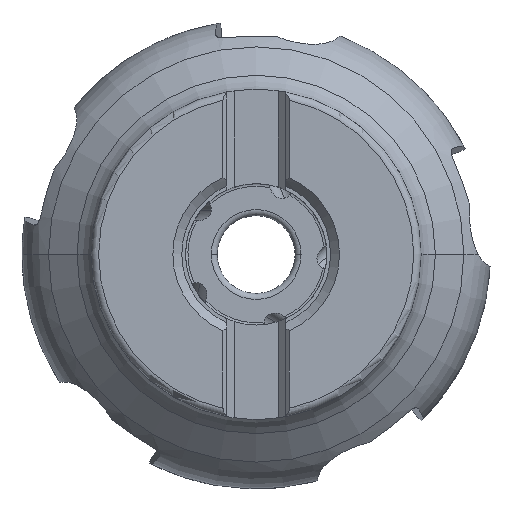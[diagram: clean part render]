
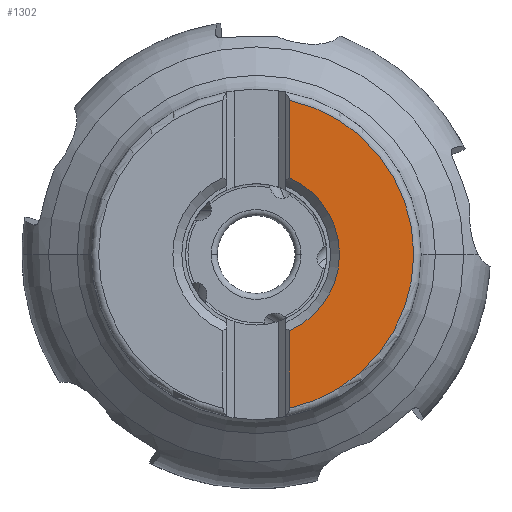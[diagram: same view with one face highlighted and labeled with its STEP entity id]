
A CAD part, top view. The second image highlights one B-rep face of the part: STEP entity #1302.
In plain terms, the highlighted planar face has unit normal (0, 0, 1).
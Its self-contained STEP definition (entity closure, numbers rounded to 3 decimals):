
#633=PLANE('',#14084);
#1302=ADVANCED_FACE('',(#2103),#633,.T.);
#2103=FACE_OUTER_BOUND('',#2884,.T.);
#2884=EDGE_LOOP('',(#7301,#7302,#7303,#7304));
#3627=LINE('',#32847,#4210);
#3628=LINE('',#32851,#4211);
#4210=VECTOR('',#16302,1.);
#4211=VECTOR('',#16307,1.);
#7301=ORIENTED_EDGE('',*,*,#11750,.T.);
#7302=ORIENTED_EDGE('',*,*,#11751,.T.);
#7303=ORIENTED_EDGE('',*,*,#11742,.T.);
#7304=ORIENTED_EDGE('',*,*,#11749,.T.);
#10130=VERTEX_POINT('',#32778);
#10131=VERTEX_POINT('',#32779);
#10134=VERTEX_POINT('',#32846);
#10135=VERTEX_POINT('',#32850);
#11742=EDGE_CURVE('',#10130,#10131,#12885,.T.);
#11749=EDGE_CURVE('',#10131,#10134,#3627,.T.);
#11750=EDGE_CURVE('',#10134,#10135,#12887,.T.);
#11751=EDGE_CURVE('',#10135,#10130,#3628,.T.);
#12885=CIRCLE('',#14078,21.225);
#12887=CIRCLE('',#14083,11.225);
#14078=AXIS2_PLACEMENT_3D('',#32777,#16294,#16295);
#14083=AXIS2_PLACEMENT_3D('',#32849,#16305,#16306);
#14084=AXIS2_PLACEMENT_3D('',#32852,#16308,#16309);
#16294=DIRECTION('',(0.,0.,1.));
#16295=DIRECTION('',(0.211,-0.978,0.));
#16302=DIRECTION('',(0.,-1.,0.));
#16305=DIRECTION('',(0.,0.,-1.));
#16306=DIRECTION('',(0.398,0.917,0.));
#16307=DIRECTION('',(0.,-1.,0.));
#16308=DIRECTION('',(0.,0.,1.));
#16309=DIRECTION('',(-1.,0.,0.));
#32777=CARTESIAN_POINT('',(0.,0.,0.));
#32778=CARTESIAN_POINT('',(4.47,-20.749,0.));
#32779=CARTESIAN_POINT('',(4.47,20.749,0.));
#32846=CARTESIAN_POINT('',(4.47,10.297,0.));
#32847=CARTESIAN_POINT('',(4.47,20.749,0.));
#32849=CARTESIAN_POINT('',(0.,0.,0.));
#32850=CARTESIAN_POINT('',(4.47,-10.297,0.));
#32851=CARTESIAN_POINT('',(4.47,-10.297,0.));
#32852=CARTESIAN_POINT('',(0.,0.,0.));
